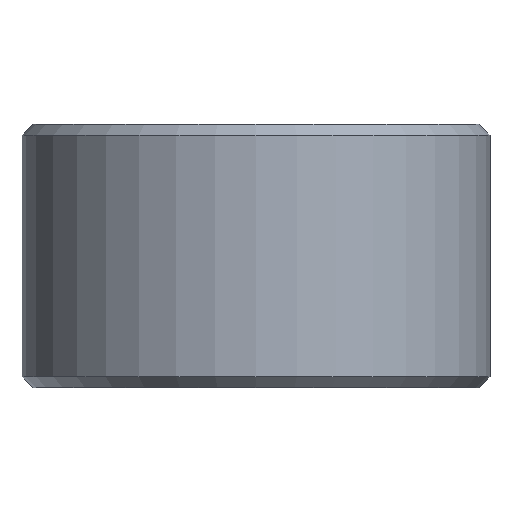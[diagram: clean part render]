
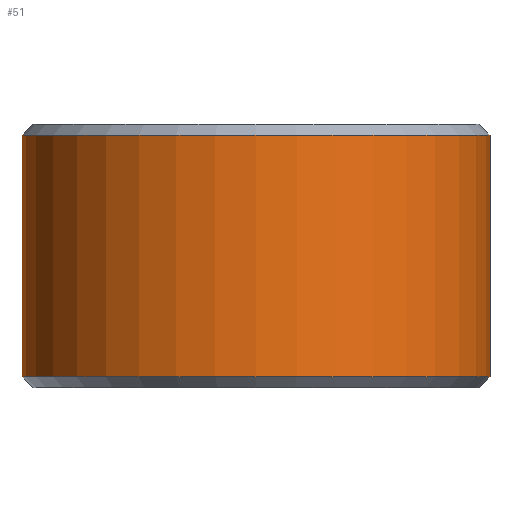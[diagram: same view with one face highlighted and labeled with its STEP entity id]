
A CAD part, front view. The second image highlights one B-rep face of the part: STEP entity #51.
In plain terms, the highlighted cylindrical face has radius 10.65 mm (diameter 21.3 mm), a partial arc.
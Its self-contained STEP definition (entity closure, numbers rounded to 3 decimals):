
#51=ADVANCED_FACE('',(#103),#104,.T.);
#103=FACE_OUTER_BOUND('',#154,.T.);
#104=CYLINDRICAL_SURFACE('',#155,10.65);
#154=EDGE_LOOP('',(#224,#225,#226,#227));
#155=AXIS2_PLACEMENT_3D('',#228,#229,#230);
#224=ORIENTED_EDGE('',*,*,#302,.T.);
#225=ORIENTED_EDGE('',*,*,#319,.F.);
#226=ORIENTED_EDGE('',*,*,#304,.T.);
#227=ORIENTED_EDGE('',*,*,#320,.F.);
#228=CARTESIAN_POINT('',(15.0,130.0,0.0));
#229=DIRECTION('',(0.0,0.0,1.0));
#230=DIRECTION('',(1.0,0.0,0.0));
#302=EDGE_CURVE('',#349,#350,#351,.T.);
#304=EDGE_CURVE('',#354,#352,#355,.T.);
#319=EDGE_CURVE('',#354,#350,#376,.T.);
#320=EDGE_CURVE('',#349,#352,#377,.T.);
#349=VERTEX_POINT('',#410);
#350=VERTEX_POINT('',#411);
#351=LINE('',#412,#413);
#352=VERTEX_POINT('',#414);
#354=VERTEX_POINT('',#416);
#355=LINE('',#417,#418);
#376=CIRCLE('',#441,10.65);
#377=CIRCLE('',#442,10.65);
#410=CARTESIAN_POINT('',(25.65,130.0,0.5));
#411=CARTESIAN_POINT('',(25.65,130.0,11.5));
#412=CARTESIAN_POINT('',(25.65,130.0,6.0));
#413=VECTOR('',#476,1.0);
#414=CARTESIAN_POINT('',(4.35,130.0,0.5));
#416=CARTESIAN_POINT('',(4.35,130.0,11.5));
#417=CARTESIAN_POINT('',(4.35,130.0,6.0));
#418=VECTOR('',#480,1.0);
#441=AXIS2_PLACEMENT_3D('',#507,#508,#509);
#442=AXIS2_PLACEMENT_3D('',#510,#511,#512);
#476=DIRECTION('',(0.0,0.0,1.0));
#480=DIRECTION('',(-0.0,-0.0,-1.0));
#507=CARTESIAN_POINT('',(15.0,130.0,11.5));
#508=DIRECTION('',(0.0,0.0,1.0));
#509=DIRECTION('',(-1.0,0.0,0.0));
#510=CARTESIAN_POINT('',(15.0,130.0,0.5));
#511=DIRECTION('',(-0.0,0.0,-1.0));
#512=DIRECTION('',(-1.0,0.0,0.0));
